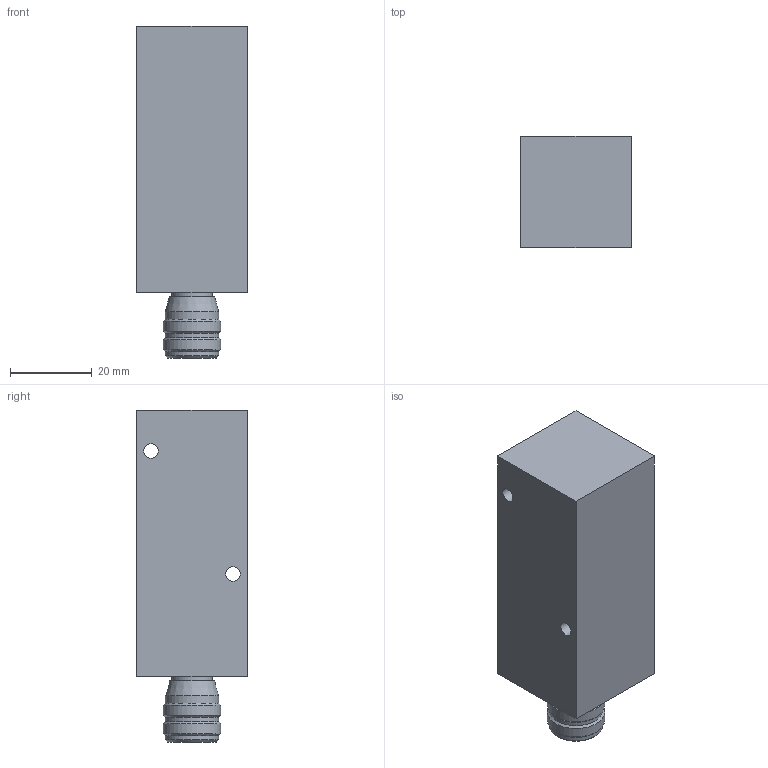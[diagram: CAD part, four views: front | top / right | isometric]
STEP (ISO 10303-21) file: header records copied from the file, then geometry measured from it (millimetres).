
FILE_DESCRIPTION (( 'STEP AP214' ), '1' );
FILE_NAME ('VZ-25-310_Airtec.step', '2018-11-27T09:59:35', ( '' ), ( '' ), 'SwSTEP 2.0', 'SolidWorks 2010', '' );
FILE_SCHEMA (( 'AUTOMOTIVE_DESIGN' ));
Length unit declared in the file: millimetre
Products named in the file (1): VZ-25-310_Airtec
Bounding box: 27 x 27 x 81 mm (x, y, z)
Volume: 48661.9 mm3; surface area: 10113.3 mm2
Topology: 1 solids, 1 shells, 139 faces, 370 edges, 244 vertices
Faces by surface type: plane 121, cylinder 12, cone 6
Full cylindrical faces by diameter (mm): 3.5 x2, 4.134 x4, 10 x1, 13 x3, 14 x2
Entity records: 4180 total; most frequent: CARTESIAN_POINT 732, ORIENTED_EDGE 700, DIRECTION 656, EDGE_CURVE 350, LINE 324, VECTOR 324, VERTEX_POINT 242, EDGE_LOOP 172
